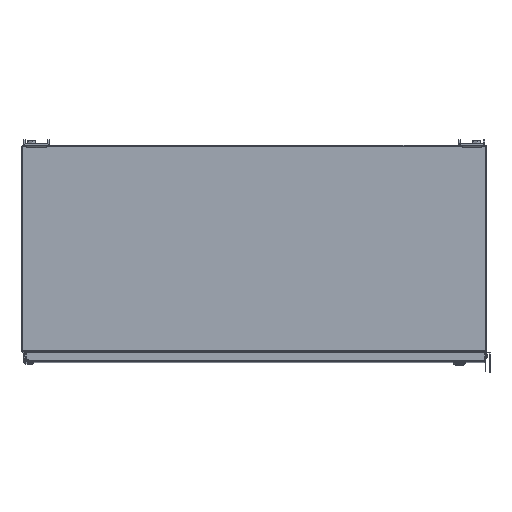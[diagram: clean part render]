
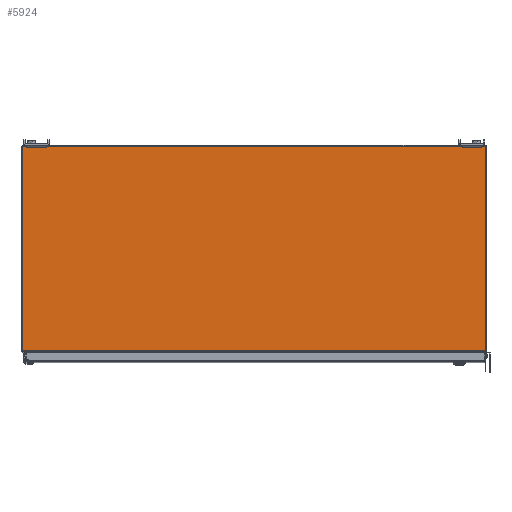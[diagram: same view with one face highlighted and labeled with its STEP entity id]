
A CAD part, top view. The second image highlights one B-rep face of the part: STEP entity #5924.
In plain terms, the highlighted planar face has unit normal (0, 0, 1).
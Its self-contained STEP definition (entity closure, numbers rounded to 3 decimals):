
#5924 = ADVANCED_FACE( '', ( #13360 ), #13361, .T. );
#13360 = FACE_OUTER_BOUND( '', #31758, .T. );
#13361 = PLANE( '', #31759 );
#31758 = EDGE_LOOP( '', ( #69931, #69932, #69933, #69934 ) );
#31759 = AXIS2_PLACEMENT_3D( '', #69935, #69936, #69937 );
#69931 = ORIENTED_EDGE( '', *, *, #98011, .T. );
#69932 = ORIENTED_EDGE( '', *, *, #95035, .T. );
#69933 = ORIENTED_EDGE( '', *, *, #98012, .T. );
#69934 = ORIENTED_EDGE( '', *, *, #95303, .T. );
#69935 = CARTESIAN_POINT( '', ( 0., 0., 0. ) );
#69936 = DIRECTION( '', ( 0., 0., 1. ) );
#69937 = DIRECTION( '', ( 1., 0., 0. ) );
#95035 = EDGE_CURVE( '', #105521, #105530, #105532, .T. );
#95303 = EDGE_CURVE( '', #106004, #106005, #106006, .T. );
#98011 = EDGE_CURVE( '', #106005, #105521, #110559, .T. );
#98012 = EDGE_CURVE( '', #105530, #106004, #110560, .T. );
#105521 = VERTEX_POINT( '', #121659 );
#105530 = VERTEX_POINT( '', #121680 );
#105532 = LINE( '', #121682, #121683 );
#106004 = VERTEX_POINT( '', #122858 );
#106005 = VERTEX_POINT( '', #122859 );
#106006 = LINE( '', #122860, #122861 );
#110559 = LINE( '', #134125, #134126 );
#110560 = LINE( '', #134127, #134128 );
#121659 = CARTESIAN_POINT( '', ( -455.676, -200.101, 0. ) );
#121680 = CARTESIAN_POINT( '', ( 455.676, -200.101, 0. ) );
#121682 = CARTESIAN_POINT( '', ( -455.676, -200.101, 0. ) );
#121683 = VECTOR( '', #158259, 1000. );
#122858 = CARTESIAN_POINT( '', ( 455.676, 202.438, 0. ) );
#122859 = CARTESIAN_POINT( '', ( -455.676, 202.438, 0. ) );
#122860 = CARTESIAN_POINT( '', ( 455.676, 202.438, 0. ) );
#122861 = VECTOR( '', #158467, 1000. );
#134125 = CARTESIAN_POINT( '', ( -455.676, 202.438, 0. ) );
#134126 = VECTOR( '', #160314, 1000. );
#134127 = CARTESIAN_POINT( '', ( 455.676, -202.438, 0. ) );
#134128 = VECTOR( '', #160315, 1000. );
#158259 = DIRECTION( '', ( 1., 0., 0. ) );
#158467 = DIRECTION( '', ( -1., 0., 0. ) );
#160314 = DIRECTION( '', ( 0., -1., 0. ) );
#160315 = DIRECTION( '', ( 0., 1., 0. ) );
